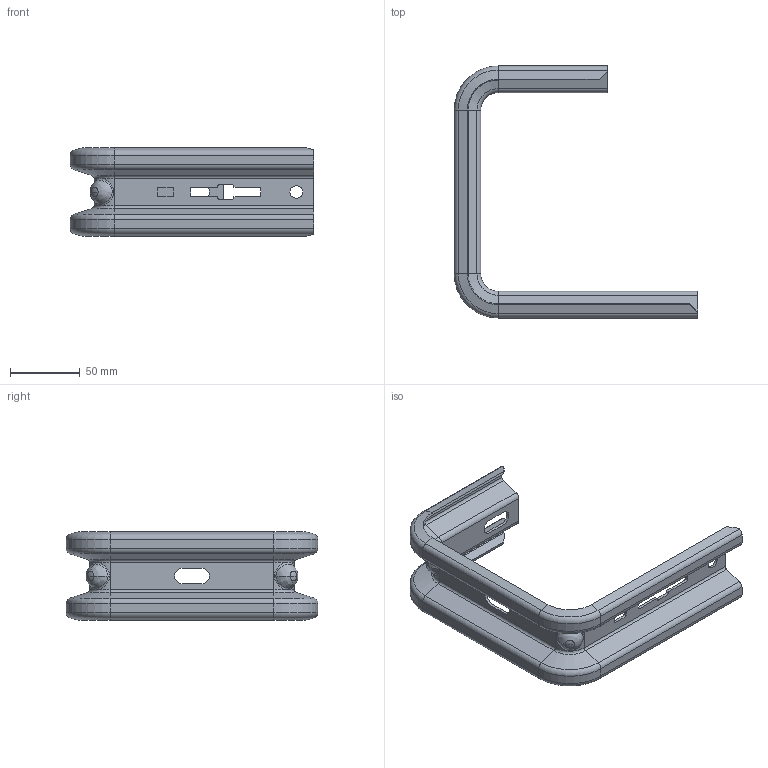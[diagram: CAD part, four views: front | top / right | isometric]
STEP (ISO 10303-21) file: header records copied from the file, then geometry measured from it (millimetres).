
FILE_DESCRIPTION((''),'2;1');
FILE_NAME('720310_PRT','2018-11-16T12:04:01',('tomasz.grudniewski'),(''),'CREO PARAMETRIC BY PTC INC, 2018260','CREO PARAMETRIC BY PTC INC, 2018260','');
FILE_SCHEMA(('CONFIG_CONTROL_DESIGN'));
Length unit declared in the file: millimetre
Products named in the file (1): 720310_PRT
Bounding box: 174 x 180 x 63.43 mm (x, y, z)
Volume: 76651.9 mm3; surface area: 79368.7 mm2
Topology: 1 solids, 1 shells, 529 faces, 1376 edges, 856 vertices
Faces by surface type: plane 387, cylinder 74, torus 24, cone 20, bspline 16, sphere 8
Entity records: 21316 total; most frequent: CARTESIAN_POINT 8365, ORIENTED_EDGE 2736, DIRECTION 2578, EDGE_CURVE 1368, VECTOR 1120, LINE 1120, VERTEX_POINT 856, AXIS2_PLACEMENT_3D 729
